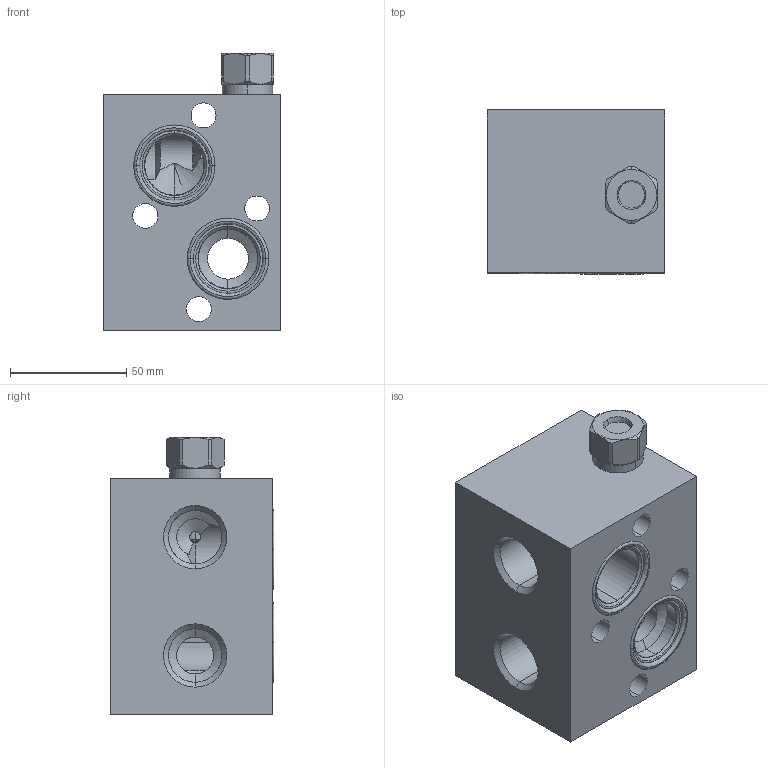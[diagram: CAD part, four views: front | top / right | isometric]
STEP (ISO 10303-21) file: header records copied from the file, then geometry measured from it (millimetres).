
FILE_DESCRIPTION((''),'2;1');
FILE_NAME('WKN_ASM','2023-07-26T',('ProEService'),(''),'PRO/ENGINEER BY PARAMETRIC TECHNOLOGY CORPORATION, 2014200','PRO/ENGINEER BY PARAMETRIC TECHNOLOGY CORPORATION, 2014200','');
FILE_SCHEMA(('CONFIG_CONTROL_DESIGN'));
Length unit declared in the file: inch
Products named in the file (4): 159-344-001; 500-001-123; CSAAEXN; WKN_ASM
Assembly tree (4 placements, depth 2):
  WKN_ASM
    159-344-001
    500-001-123  x2
    CSAAEXN
Bounding box: 76.2 x 70.31 x 119.08 mm (x, y, z)
Volume: 443085.2 mm3; surface area: 71492.5 mm2
Topology: 5 solids, 7 shells, 287 faces, 910 edges, 768 vertices
Faces by surface type: cylinder 121, cone 77, plane 45, torus 30, revolution 14
Entity records: 11402 total; most frequent: CARTESIAN_POINT 3369, DIRECTION 1767, ORIENTED_EDGE 1342, EDGE_CURVE 671, AXIS2_PLACEMENT_3D 658, VECTOR 441, LINE 441, VERTEX_POINT 414
